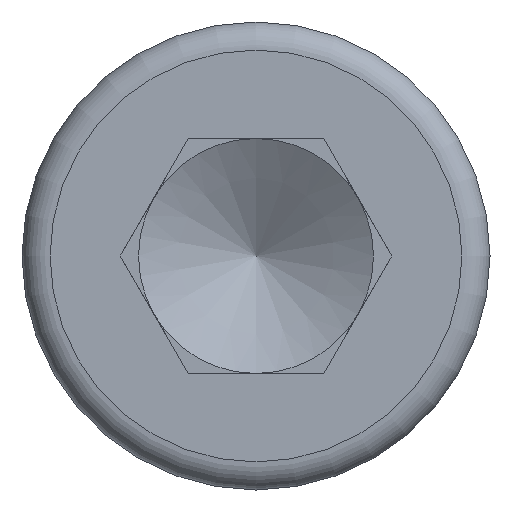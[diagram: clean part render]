
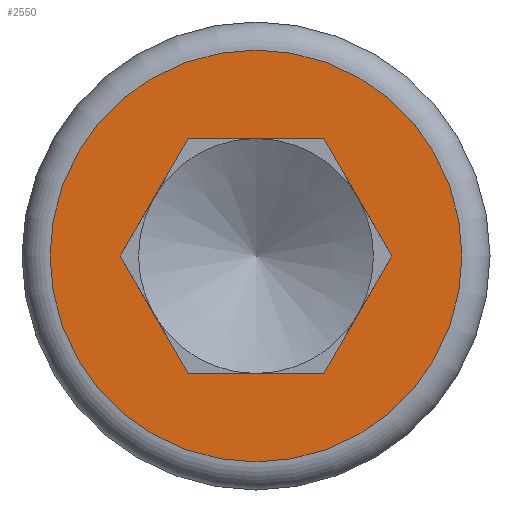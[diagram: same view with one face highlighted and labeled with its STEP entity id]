
A CAD part, left-side view. The second image highlights one B-rep face of the part: STEP entity #2550.
In plain terms, the highlighted planar face has unit normal (-1, 0, 0).
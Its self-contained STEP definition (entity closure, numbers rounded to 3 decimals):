
#39 = DIRECTION ( 'NONE',  ( 0., -1., 0. ) ) ;
#40 = CARTESIAN_POINT ( 'NONE',  ( 0., 2.898, 0. ) ) ;
#231 = VECTOR ( 'NONE', #1702, 1000. ) ;
#336 = DIRECTION ( 'NONE',  ( -1., 0., 0. ) ) ;
#403 = EDGE_CURVE ( 'NONE', #4517, #2500, #852, .T. ) ;
#412 = DIRECTION ( 'NONE',  ( 0., 0., 1. ) ) ;
#635 = EDGE_LOOP ( 'NONE', ( #4916 ) ) ;
#707 = DIRECTION ( 'NONE',  ( 0., -0.5, -0.866 ) ) ;
#852 = LINE ( 'NONE', #5201, #4841 ) ;
#917 = CIRCLE ( 'NONE', #2511, 4.4 ) ;
#984 = EDGE_CURVE ( 'NONE', #1688, #4712, #1797, .T. ) ;
#1382 = DIRECTION ( 'NONE',  ( 0., 1., 0. ) ) ;
#1466 = ORIENTED_EDGE ( 'NONE', *, *, #2056, .F. ) ;
#1529 = ORIENTED_EDGE ( 'NONE', *, *, #403, .F. ) ;
#1553 = EDGE_LOOP ( 'NONE', ( #3189, #2131, #2058, #3866, #1529, #1466 ) ) ;
#1688 = VERTEX_POINT ( 'NONE', #4003 ) ;
#1702 = DIRECTION ( 'NONE',  ( 0., 0.5, -0.866 ) ) ;
#1797 = LINE ( 'NONE', #4999, #3285 ) ;
#1803 = EDGE_CURVE ( 'NONE', #4740, #4712, #5001, .T. ) ;
#1817 = DIRECTION ( 'NONE',  ( 0., 0., 1. ) ) ;
#2032 = CARTESIAN_POINT ( 'NONE',  ( 0., 0., 0. ) ) ;
#2056 = EDGE_CURVE ( 'NONE', #4740, #4517, #2706, .T. ) ;
#2058 = ORIENTED_EDGE ( 'NONE', *, *, #2527, .T. ) ;
#2131 = ORIENTED_EDGE ( 'NONE', *, *, #984, .F. ) ;
#2198 = VECTOR ( 'NONE', #2307, 1000. ) ;
#2220 = CARTESIAN_POINT ( 'NONE',  ( 0., 2.898, 0. ) ) ;
#2307 = DIRECTION ( 'NONE',  ( 0., -0.5, -0.866 ) ) ;
#2325 = PLANE ( 'NONE',  #3446 ) ;
#2500 = VERTEX_POINT ( 'NONE', #2668 ) ;
#2511 = AXIS2_PLACEMENT_3D ( 'NONE', #2032, #336, #412 ) ;
#2527 = EDGE_CURVE ( 'NONE', #1688, #4292, #4680, .T. ) ;
#2532 = LINE ( 'NONE', #4078, #231 ) ;
#2535 = CARTESIAN_POINT ( 'NONE',  ( 0., -2.898, 0. ) ) ;
#2550 = ADVANCED_FACE ( 'NONE', ( #4738, #2725 ), #2325, .T. ) ;
#2651 = VERTEX_POINT ( 'NONE', #4689 ) ;
#2663 = VECTOR ( 'NONE', #4637, 1000. ) ;
#2668 = CARTESIAN_POINT ( 'NONE',  ( 0., -1.449, -2.51 ) ) ;
#2706 = LINE ( 'NONE', #4313, #2198 ) ;
#2725 = FACE_OUTER_BOUND ( 'NONE', #635, .T. ) ;
#2816 = EDGE_CURVE ( 'NONE', #4292, #2500, #2532, .T. ) ;
#3189 = ORIENTED_EDGE ( 'NONE', *, *, #1803, .T. ) ;
#3263 = CARTESIAN_POINT ( 'NONE',  ( 0., 1.449, 2.51 ) ) ;
#3285 = VECTOR ( 'NONE', #1382, 1000. ) ;
#3399 = CARTESIAN_POINT ( 'NONE',  ( 0., 1.449, -2.51 ) ) ;
#3446 = AXIS2_PLACEMENT_3D ( 'NONE', #4247, #4332, #1817 ) ;
#3782 = VECTOR ( 'NONE', #707, 1000. ) ;
#3866 = ORIENTED_EDGE ( 'NONE', *, *, #2816, .T. ) ;
#4003 = CARTESIAN_POINT ( 'NONE',  ( 0., -1.449, 2.51 ) ) ;
#4078 = CARTESIAN_POINT ( 'NONE',  ( 0., -2.898, 0. ) ) ;
#4132 = EDGE_CURVE ( 'NONE', #2651, #2651, #917, .T. ) ;
#4247 = CARTESIAN_POINT ( 'NONE',  ( 0., 0., 0. ) ) ;
#4292 = VERTEX_POINT ( 'NONE', #2535 ) ;
#4313 = CARTESIAN_POINT ( 'NONE',  ( 0., 2.898, 0. ) ) ;
#4332 = DIRECTION ( 'NONE',  ( -1., 0., 0. ) ) ;
#4517 = VERTEX_POINT ( 'NONE', #3399 ) ;
#4637 = DIRECTION ( 'NONE',  ( 0., -0.5, 0.866 ) ) ;
#4680 = LINE ( 'NONE', #5100, #3782 ) ;
#4689 = CARTESIAN_POINT ( 'NONE',  ( 0., 0., 4.4 ) ) ;
#4712 = VERTEX_POINT ( 'NONE', #3263 ) ;
#4738 = FACE_BOUND ( 'NONE', #1553, .T. ) ;
#4740 = VERTEX_POINT ( 'NONE', #40 ) ;
#4841 = VECTOR ( 'NONE', #39, 1000. ) ;
#4916 = ORIENTED_EDGE ( 'NONE', *, *, #4132, .T. ) ;
#4999 = CARTESIAN_POINT ( 'NONE',  ( 0., -1.449, 2.51 ) ) ;
#5001 = LINE ( 'NONE', #2220, #2663 ) ;
#5100 = CARTESIAN_POINT ( 'NONE',  ( 0., -1.449, 2.51 ) ) ;
#5201 = CARTESIAN_POINT ( 'NONE',  ( 0., 1.449, -2.51 ) ) ;
